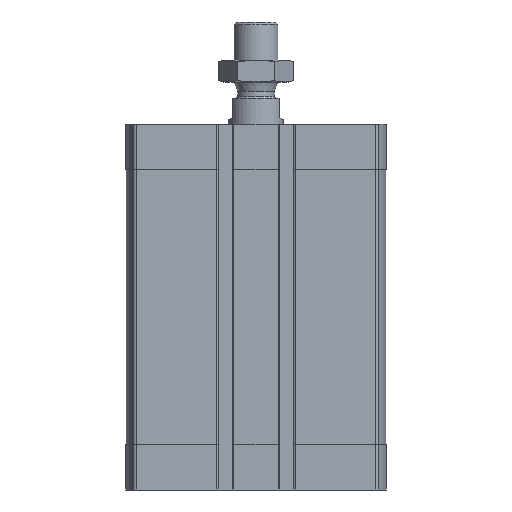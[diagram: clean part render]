
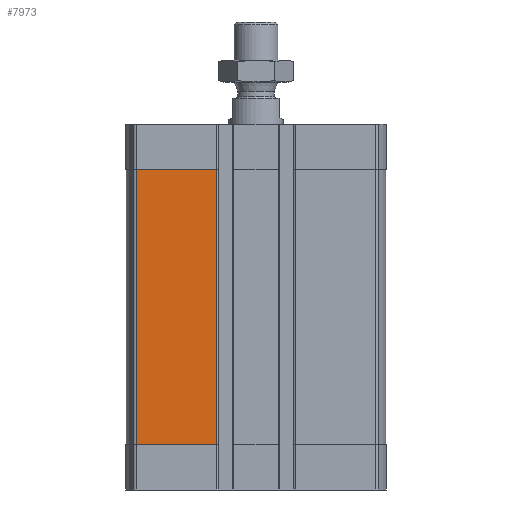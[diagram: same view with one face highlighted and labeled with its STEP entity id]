
A CAD part, left-side view. The second image highlights one B-rep face of the part: STEP entity #7973.
In plain terms, the highlighted planar face has unit normal (-1, 0, 0).
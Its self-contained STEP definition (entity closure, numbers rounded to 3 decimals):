
#521=LINE('',#13166,#1129);
#522=LINE('',#13168,#1130);
#523=LINE('',#13170,#1131);
#524=LINE('',#13172,#1132);
#1129=VECTOR('',#10461,1000.);
#1130=VECTOR('',#10464,1000.);
#1131=VECTOR('',#10465,1000.);
#1132=VECTOR('',#10466,1000.);
#1476=PLANE('',#8756);
#3119=ORIENTED_EDGE('',*,*,#5025,.F.);
#3120=ORIENTED_EDGE('',*,*,#5024,.F.);
#3121=ORIENTED_EDGE('',*,*,#5026,.T.);
#3122=ORIENTED_EDGE('',*,*,#5027,.T.);
#5024=EDGE_CURVE('',#6018,#6017,#521,.T.);
#5025=EDGE_CURVE('',#6017,#6019,#522,.T.);
#5026=EDGE_CURVE('',#6018,#6020,#523,.T.);
#5027=EDGE_CURVE('',#6020,#6019,#524,.T.);
#6017=VERTEX_POINT('',#13163);
#6018=VERTEX_POINT('',#13165);
#6019=VERTEX_POINT('',#13169);
#6020=VERTEX_POINT('',#13171);
#6633=EDGE_LOOP('',(#3119,#3120,#3121,#3122));
#7275=FACE_BOUND('',#6633,.T.);
#7973=ADVANCED_FACE('',(#7275),#1476,.T.);
#8756=AXIS2_PLACEMENT_3D('',#13167,#10462,#10463);
#10461=DIRECTION('',(0.,0.,1.));
#10462=DIRECTION('',(-1.,0.,0.));
#10463=DIRECTION('',(0.,0.,1.));
#10464=DIRECTION('',(0.,-1.,0.));
#10465=DIRECTION('',(0.,-1.,0.));
#10466=DIRECTION('',(0.,0.,1.));
#13163=CARTESIAN_POINT('',(-47.5,43.743,-16.5));
#13165=CARTESIAN_POINT('',(-47.5,43.743,-117.5));
#13166=CARTESIAN_POINT('',(-47.5,43.743,-117.5));
#13167=CARTESIAN_POINT('',(-47.5,43.743,-117.5));
#13168=CARTESIAN_POINT('',(-47.5,43.743,-16.5));
#13169=CARTESIAN_POINT('',(-47.5,14.3,-16.5));
#13170=CARTESIAN_POINT('',(-47.5,43.743,-117.5));
#13171=CARTESIAN_POINT('',(-47.5,14.3,-117.5));
#13172=CARTESIAN_POINT('',(-47.5,14.3,-117.5));
